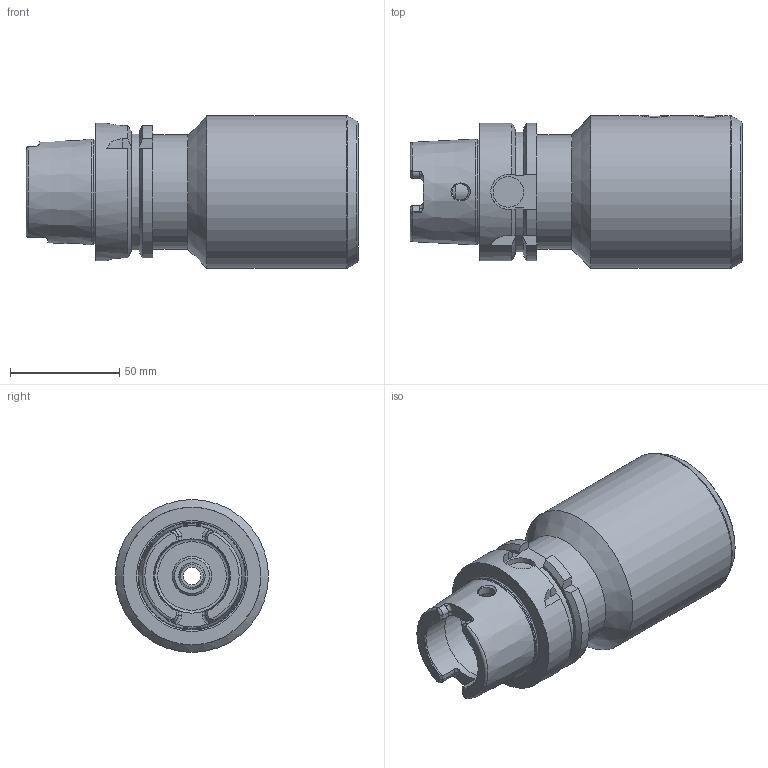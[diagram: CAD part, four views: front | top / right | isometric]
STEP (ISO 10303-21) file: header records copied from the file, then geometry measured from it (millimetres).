
FILE_DESCRIPTION((''),'2;1');
FILE_NAME('542075440120-3D.stp','2020-07-03T11:27:27',('nttooll'),(''),'Autodesk Inventor 2012','Autodesk Inventor 2012','');
FILE_SCHEMA(('AUTOMOTIVE_DESIGN { 1 0 10303 214 1 1 1 1 }'));
Length unit declared in the file: millimetre
Products named in the file (1): 542075440120-3D
Bounding box: 152 x 70 x 70 mm (x, y, z)
Volume: 313507.1 mm3; surface area: 55367.3 mm2
Topology: 1 solids, 1 shells, 147 faces, 375 edges, 236 vertices
Faces by surface type: plane 51, cylinder 45, cone 33, torus 18
Full cylindrical faces by diameter (mm): 7.5 x2, 8 x3, 9.238 x2, 11.3 x1, 12 x1, 14 x1, 16 x2, 18 x1, 34 x1, 34.5 x1, 40 x2, 40.4 x1, 48 x1, 52.5 x1, 63 x1, 70 x1
Entity records: 4604 total; most frequent: CARTESIAN_POINT 1370, DIRECTION 664, ORIENTED_EDGE 618, EDGE_CURVE 309, AXIS2_PLACEMENT_3D 279, VERTEX_POINT 221, EDGE_LOOP 210, FACE_OUTER_BOUND 147
